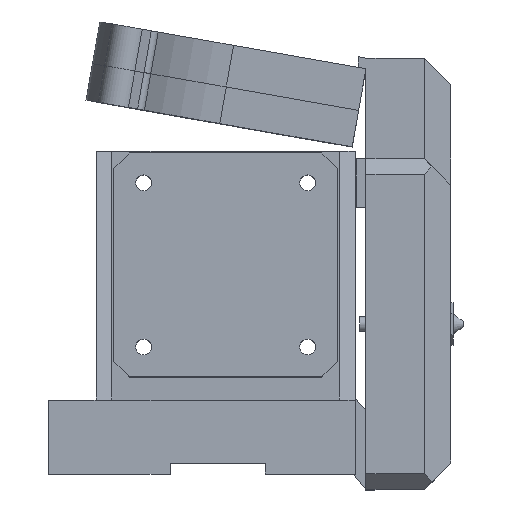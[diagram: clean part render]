
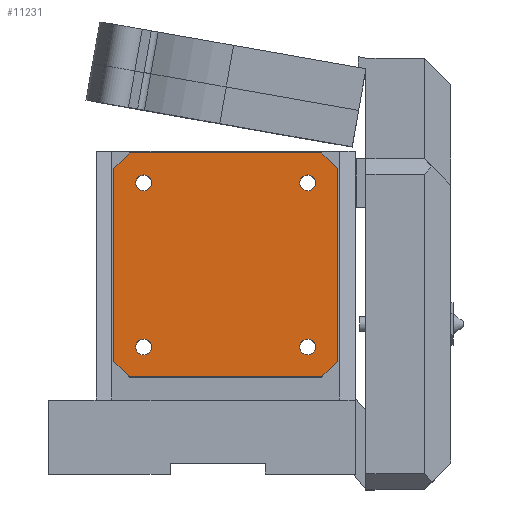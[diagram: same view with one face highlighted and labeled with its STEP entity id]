
A CAD part, top view. The second image highlights one B-rep face of the part: STEP entity #11231.
In plain terms, the highlighted face is planar.
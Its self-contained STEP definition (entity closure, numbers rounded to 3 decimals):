
#138=FACE_BOUND('',#1695,.T.);
#139=FACE_BOUND('',#1696,.T.);
#140=FACE_BOUND('',#1697,.T.);
#141=FACE_BOUND('',#1698,.T.);
#348=PLANE('',#12650);
#1025=FACE_OUTER_BOUND('',#1694,.T.);
#1694=EDGE_LOOP('',(#9264,#9265,#9266,#9267,#9268,#9269,#9270,#9271));
#1695=EDGE_LOOP('',(#9272));
#1696=EDGE_LOOP('',(#9273));
#1697=EDGE_LOOP('',(#9274));
#1698=EDGE_LOOP('',(#9275));
#2402=LINE('',#18994,#3350);
#2406=LINE('',#19002,#3354);
#2409=LINE('',#19008,#3357);
#2412=LINE('',#19014,#3360);
#2415=LINE('',#19020,#3363);
#2418=LINE('',#19026,#3366);
#2421=LINE('',#19032,#3369);
#2424=LINE('',#19037,#3372);
#3350=VECTOR('',#15211,10.);
#3354=VECTOR('',#15217,10.);
#3357=VECTOR('',#15222,10.);
#3360=VECTOR('',#15227,10.);
#3363=VECTOR('',#15232,10.);
#3366=VECTOR('',#15237,10.);
#3369=VECTOR('',#15242,10.);
#3372=VECTOR('',#15247,10.);
#4422=CIRCLE('',#12630,1.5);
#4424=CIRCLE('',#12633,1.5);
#4426=CIRCLE('',#12636,1.5);
#4428=CIRCLE('',#12639,1.5);
#5169=VERTEX_POINT('',#18968);
#5171=VERTEX_POINT('',#18974);
#5173=VERTEX_POINT('',#18980);
#5175=VERTEX_POINT('',#18986);
#5177=VERTEX_POINT('',#18992);
#5178=VERTEX_POINT('',#18993);
#5181=VERTEX_POINT('',#19001);
#5183=VERTEX_POINT('',#19007);
#5185=VERTEX_POINT('',#19013);
#5187=VERTEX_POINT('',#19019);
#5189=VERTEX_POINT('',#19025);
#5191=VERTEX_POINT('',#19031);
#6574=EDGE_CURVE('',#5169,#5169,#4422,.T.);
#6577=EDGE_CURVE('',#5171,#5171,#4424,.T.);
#6580=EDGE_CURVE('',#5173,#5173,#4426,.T.);
#6583=EDGE_CURVE('',#5175,#5175,#4428,.T.);
#6586=EDGE_CURVE('',#5177,#5178,#2402,.T.);
#6590=EDGE_CURVE('',#5181,#5177,#2406,.T.);
#6593=EDGE_CURVE('',#5183,#5181,#2409,.T.);
#6596=EDGE_CURVE('',#5185,#5183,#2412,.T.);
#6599=EDGE_CURVE('',#5187,#5185,#2415,.T.);
#6602=EDGE_CURVE('',#5189,#5187,#2418,.T.);
#6605=EDGE_CURVE('',#5191,#5189,#2421,.T.);
#6608=EDGE_CURVE('',#5178,#5191,#2424,.T.);
#9264=ORIENTED_EDGE('',*,*,#6608,.F.);
#9265=ORIENTED_EDGE('',*,*,#6586,.F.);
#9266=ORIENTED_EDGE('',*,*,#6590,.F.);
#9267=ORIENTED_EDGE('',*,*,#6593,.F.);
#9268=ORIENTED_EDGE('',*,*,#6596,.F.);
#9269=ORIENTED_EDGE('',*,*,#6599,.F.);
#9270=ORIENTED_EDGE('',*,*,#6602,.F.);
#9271=ORIENTED_EDGE('',*,*,#6605,.F.);
#9272=ORIENTED_EDGE('',*,*,#6574,.T.);
#9273=ORIENTED_EDGE('',*,*,#6577,.T.);
#9274=ORIENTED_EDGE('',*,*,#6580,.T.);
#9275=ORIENTED_EDGE('',*,*,#6583,.T.);
#11231=ADVANCED_FACE('',(#1025,#138,#139,#140,#141),#348,.F.);
#12630=AXIS2_PLACEMENT_3D('',#18969,#15183,#15184);
#12633=AXIS2_PLACEMENT_3D('',#18975,#15190,#15191);
#12636=AXIS2_PLACEMENT_3D('',#18981,#15197,#15198);
#12639=AXIS2_PLACEMENT_3D('',#18987,#15204,#15205);
#12650=AXIS2_PLACEMENT_3D('',#19040,#15251,#15252);
#15183=DIRECTION('center_axis',(0.,1.,0.));
#15184=DIRECTION('ref_axis',(1.,0.,0.));
#15190=DIRECTION('center_axis',(0.,1.,0.));
#15191=DIRECTION('ref_axis',(1.,0.,0.));
#15197=DIRECTION('center_axis',(0.,1.,0.));
#15198=DIRECTION('ref_axis',(1.,0.,0.));
#15204=DIRECTION('center_axis',(0.,1.,0.));
#15205=DIRECTION('ref_axis',(1.,0.,0.));
#15211=DIRECTION('',(1.,0.,0.));
#15217=DIRECTION('',(0.707,0.,0.707));
#15222=DIRECTION('',(0.,0.,1.));
#15227=DIRECTION('',(-0.707,0.,0.707));
#15232=DIRECTION('',(-1.,0.,0.));
#15237=DIRECTION('',(-0.707,0.,-0.707));
#15242=DIRECTION('',(0.,0.,-1.));
#15247=DIRECTION('',(0.707,0.,-0.707));
#15251=DIRECTION('center_axis',(0.,1.,0.));
#15252=DIRECTION('ref_axis',(0.,0.,1.));
#18968=CARTESIAN_POINT('',(4.15,0.,5.65));
#18969=CARTESIAN_POINT('Origin',(5.65,0.,5.65));
#18974=CARTESIAN_POINT('',(35.15,0.,5.65));
#18975=CARTESIAN_POINT('Origin',(36.65,0.,5.65));
#18980=CARTESIAN_POINT('',(35.15,0.,36.65));
#18981=CARTESIAN_POINT('Origin',(36.65,0.,36.65));
#18986=CARTESIAN_POINT('',(4.15,0.,36.65));
#18987=CARTESIAN_POINT('Origin',(5.65,0.,36.65));
#18992=CARTESIAN_POINT('',(3.,0.,42.3));
#18993=CARTESIAN_POINT('',(39.3,0.,42.3));
#18994=CARTESIAN_POINT('',(3.,0.,42.3));
#19001=CARTESIAN_POINT('',(0.,0.,39.3));
#19002=CARTESIAN_POINT('',(0.,0.,39.3));
#19007=CARTESIAN_POINT('',(0.,0.,3.));
#19008=CARTESIAN_POINT('',(0.,0.,3.));
#19013=CARTESIAN_POINT('',(3.,0.,0.));
#19014=CARTESIAN_POINT('',(3.,0.,0.));
#19019=CARTESIAN_POINT('',(39.3,0.,0.));
#19020=CARTESIAN_POINT('',(39.3,0.,0.));
#19025=CARTESIAN_POINT('',(42.3,0.,3.));
#19026=CARTESIAN_POINT('',(42.3,0.,3.));
#19031=CARTESIAN_POINT('',(42.3,0.,39.3));
#19032=CARTESIAN_POINT('',(42.3,0.,39.3));
#19037=CARTESIAN_POINT('',(39.3,0.,42.3));
#19040=CARTESIAN_POINT('Origin',(21.15,0.,21.15));
